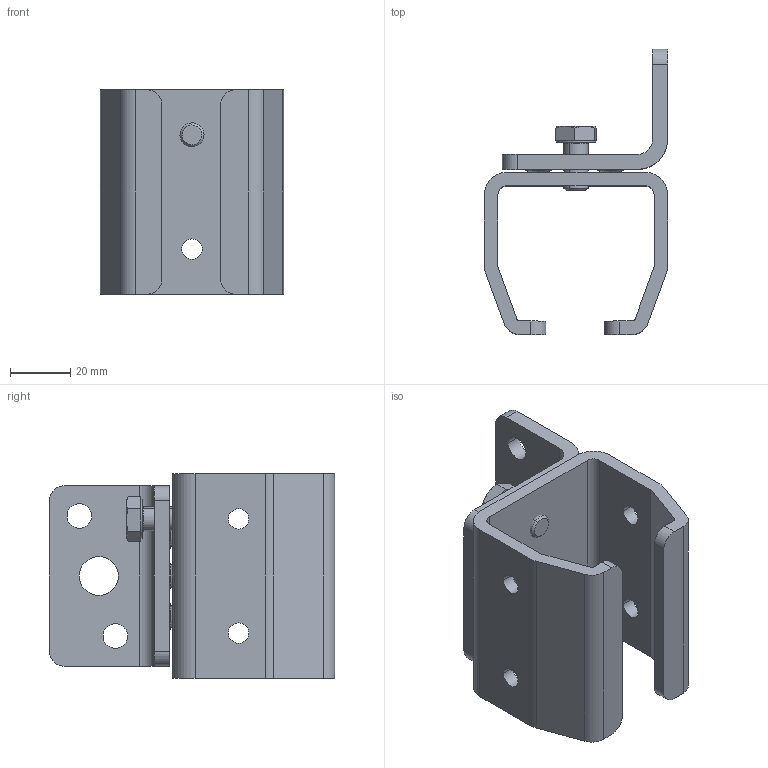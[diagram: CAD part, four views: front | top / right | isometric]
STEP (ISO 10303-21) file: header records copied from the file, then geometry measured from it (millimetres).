
FILE_DESCRIPTION (( 'STEP AP203' ), '1' );
FILE_NAME ('1.24.B01.STEP', '2017-08-23T14:09:29', ( '' ), ( '' ), 'SwSTEP 2.0', 'SolidWorks 2017', '' );
FILE_SCHEMA (( 'CONFIG_CONTROL_DESIGN' ));
Length unit declared in the file: millimetre
Products named in the file (2): 1.24.B01
Bounding box: 61 x 95 x 68 mm (x, y, z)
Volume: 77386.2 mm3; surface area: 38709.6 mm2
Topology: 3 solids, 3 shells, 125 faces, 315 edges, 203 vertices
Faces by surface type: cylinder 53, plane 44, cone 14, torus 8, sphere 6
Entity records: 4038 total; most frequent: DIRECTION 715, CARTESIAN_POINT 713, ORIENTED_EDGE 630, EDGE_CURVE 315, AXIS2_PLACEMENT_3D 285, VERTEX_POINT 203, CIRCLE 158, EDGE_LOOP 154
